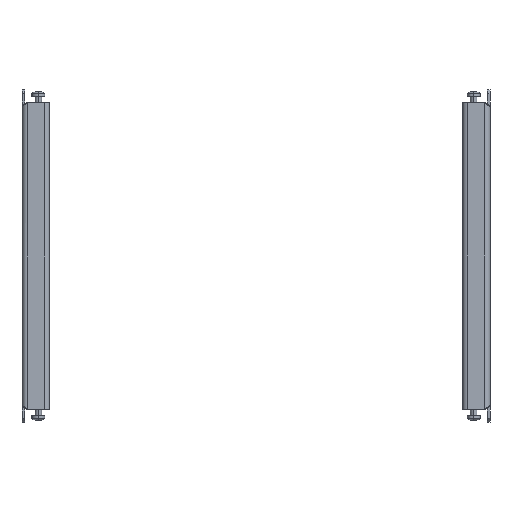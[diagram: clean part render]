
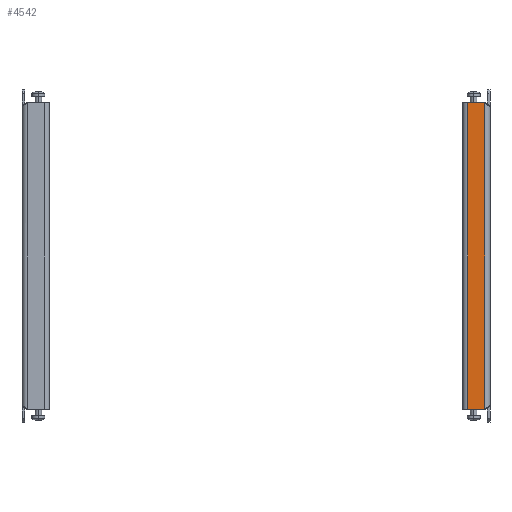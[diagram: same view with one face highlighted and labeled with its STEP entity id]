
A CAD part, front view. The second image highlights one B-rep face of the part: STEP entity #4542.
In plain terms, the highlighted planar face has unit normal (0, -1, 0).
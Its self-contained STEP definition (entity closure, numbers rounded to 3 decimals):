
#516 = VECTOR ( 'NONE', #6801, 1000. ) ;
#613 = DIRECTION ( 'NONE',  ( 1., 0., 0. ) ) ;
#779 = VERTEX_POINT ( 'NONE', #4045 ) ;
#785 = CARTESIAN_POINT ( 'NONE',  ( 0., -49., 0. ) ) ;
#851 = DIRECTION ( 'NONE',  ( 0., 0., -1. ) ) ;
#947 = EDGE_CURVE ( 'NONE', #779, #6206, #5346, .T. ) ;
#1156 = CARTESIAN_POINT ( 'NONE',  ( -117.4, -49., -17. ) ) ;
#1319 = ORIENTED_EDGE ( 'NONE', *, *, #947, .T. ) ;
#2009 = EDGE_CURVE ( 'NONE', #4640, #2716, #5106, .T. ) ;
#2139 = CARTESIAN_POINT ( 'NONE',  ( -117.4, -49., -4. ) ) ;
#2355 = LINE ( 'NONE', #4103, #516 ) ;
#2466 = EDGE_CURVE ( 'NONE', #779, #4640, #7268, .T. ) ;
#2621 = ORIENTED_EDGE ( 'NONE', *, *, #2466, .F. ) ;
#2716 = VERTEX_POINT ( 'NONE', #7076 ) ;
#2887 = CARTESIAN_POINT ( 'NONE',  ( 117.4, -49., -4. ) ) ;
#3467 = AXIS2_PLACEMENT_3D ( 'NONE', #785, #4972, #3654 ) ;
#3654 = DIRECTION ( 'NONE',  ( 0., 0., 1. ) ) ;
#4045 = CARTESIAN_POINT ( 'NONE',  ( -117.4, -49., -4. ) ) ;
#4103 = CARTESIAN_POINT ( 'NONE',  ( -117.4, -49., -17. ) ) ;
#4112 = EDGE_LOOP ( 'NONE', ( #6163, #4134, #2621, #1319 ) ) ;
#4134 = ORIENTED_EDGE ( 'NONE', *, *, #2009, .F. ) ;
#4292 = PLANE ( 'NONE',  #3467 ) ;
#4334 = DIRECTION ( 'NONE',  ( 0., 0., -1. ) ) ;
#4542 = ADVANCED_FACE ( 'NONE', ( #8769 ), #4292, .F. ) ;
#4640 = VERTEX_POINT ( 'NONE', #7904 ) ;
#4972 = DIRECTION ( 'NONE',  ( 0., 1., 0. ) ) ;
#5106 = LINE ( 'NONE', #2887, #6085 ) ;
#5188 = VECTOR ( 'NONE', #613, 1000. ) ;
#5346 = LINE ( 'NONE', #2139, #6215 ) ;
#6085 = VECTOR ( 'NONE', #851, 1000. ) ;
#6163 = ORIENTED_EDGE ( 'NONE', *, *, #6348, .T. ) ;
#6206 = VERTEX_POINT ( 'NONE', #1156 ) ;
#6215 = VECTOR ( 'NONE', #4334, 1000. ) ;
#6348 = EDGE_CURVE ( 'NONE', #6206, #2716, #2355, .T. ) ;
#6801 = DIRECTION ( 'NONE',  ( 1., 0., 0. ) ) ;
#7076 = CARTESIAN_POINT ( 'NONE',  ( 117.4, -49., -17. ) ) ;
#7268 = LINE ( 'NONE', #7723, #5188 ) ;
#7723 = CARTESIAN_POINT ( 'NONE',  ( 113.4, -49., -4. ) ) ;
#7904 = CARTESIAN_POINT ( 'NONE',  ( 117.4, -49., -4. ) ) ;
#8769 = FACE_OUTER_BOUND ( 'NONE', #4112, .T. ) ;
